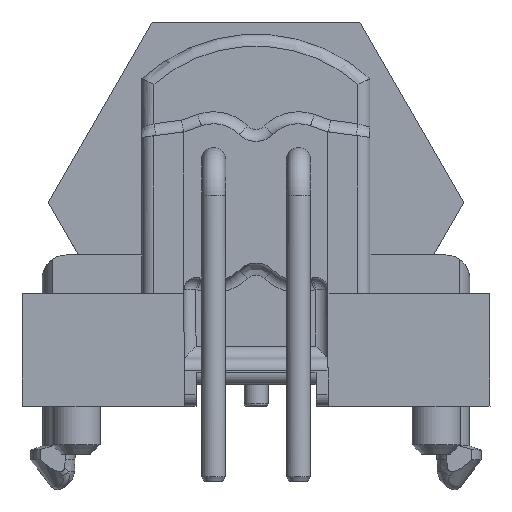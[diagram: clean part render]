
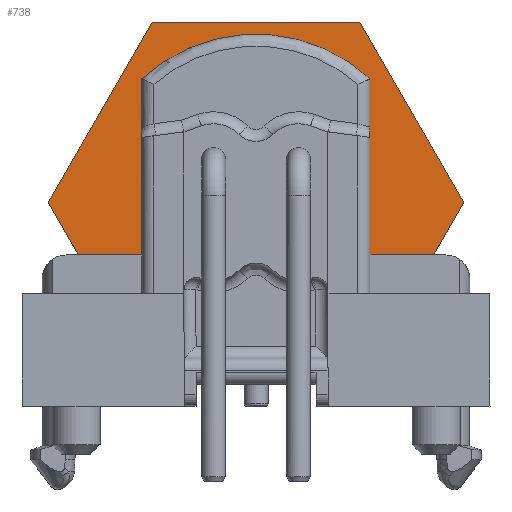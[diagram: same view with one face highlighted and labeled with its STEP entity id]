
A CAD part, left-side view. The second image highlights one B-rep face of the part: STEP entity #738.
In plain terms, the highlighted planar face has unit normal (-1, 0, 0).
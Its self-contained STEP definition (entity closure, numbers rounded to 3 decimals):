
#177=B_SPLINE_CURVE_WITH_KNOTS('',3,(#7142,#7143,#7144,#7145),
 .UNSPECIFIED.,.F.,.F.,(4,4),(0.,1.),.UNSPECIFIED.);
#179=B_SPLINE_CURVE_WITH_KNOTS('',3,(#7170,#7171,#7172,#7173),
 .UNSPECIFIED.,.F.,.F.,(4,4),(0.,1.),.UNSPECIFIED.);
#341=PLANE('',#5344);
#738=ADVANCED_FACE('',(#1086),#341,.F.);
#1086=FACE_OUTER_BOUND('',#1411,.T.);
#1411=EDGE_LOOP('',(#2731,#2732,#2733,#2734,#2735,#2736,#2737,#2738,#2739,
#2740,#2741,#2742,#2743,#2744));
#1591=CIRCLE('',#5100,6.5);
#2731=ORIENTED_EDGE('',*,*,#3953,.F.);
#2732=ORIENTED_EDGE('',*,*,#3846,.T.);
#2733=ORIENTED_EDGE('',*,*,#3646,.T.);
#2734=ORIENTED_EDGE('',*,*,#3845,.T.);
#2735=ORIENTED_EDGE('',*,*,#3843,.T.);
#2736=ORIENTED_EDGE('',*,*,#3840,.T.);
#2737=ORIENTED_EDGE('',*,*,#3648,.T.);
#2738=ORIENTED_EDGE('',*,*,#3839,.T.);
#2739=ORIENTED_EDGE('',*,*,#3878,.T.);
#2740=ORIENTED_EDGE('',*,*,#4088,.T.);
#2741=ORIENTED_EDGE('',*,*,#4089,.T.);
#2742=ORIENTED_EDGE('',*,*,#4090,.F.);
#2743=ORIENTED_EDGE('',*,*,#4091,.T.);
#2744=ORIENTED_EDGE('',*,*,#4092,.T.);
#3159=VERTEX_POINT('',#7109);
#3170=VERTEX_POINT('',#7131);
#3175=VERTEX_POINT('',#7146);
#3176=VERTEX_POINT('',#7147);
#3177=VERTEX_POINT('',#7174);
#3178=VERTEX_POINT('',#7175);
#3340=VERTEX_POINT('',#7838);
#3341=VERTEX_POINT('',#7840);
#3342=VERTEX_POINT('',#7863);
#3343=VERTEX_POINT('',#7886);
#3456=VERTEX_POINT('',#8888);
#3457=VERTEX_POINT('',#8890);
#3458=VERTEX_POINT('',#8892);
#3459=VERTEX_POINT('',#8894);
#3646=EDGE_CURVE('',#3175,#3176,#177,.T.);
#3648=EDGE_CURVE('',#3177,#3178,#179,.T.);
#3839=EDGE_CURVE('',#3178,#3340,#4413,.T.);
#3840=EDGE_CURVE('',#3341,#3177,#4414,.T.);
#3843=EDGE_CURVE('',#3342,#3341,#1591,.T.);
#3845=EDGE_CURVE('',#3176,#3342,#4415,.T.);
#3846=EDGE_CURVE('',#3343,#3175,#4416,.T.);
#3878=EDGE_CURVE('',#3340,#3170,#4439,.T.);
#3953=EDGE_CURVE('',#3343,#3159,#4489,.T.);
#4088=EDGE_CURVE('',#3170,#3456,#4537,.T.);
#4089=EDGE_CURVE('',#3456,#3457,#4538,.T.);
#4090=EDGE_CURVE('',#3458,#3457,#4539,.T.);
#4091=EDGE_CURVE('',#3458,#3459,#4540,.T.);
#4092=EDGE_CURVE('',#3459,#3159,#4541,.T.);
#4413=LINE('',#7837,#4761);
#4414=LINE('',#7839,#4762);
#4415=LINE('',#7884,#4763);
#4416=LINE('',#7885,#4764);
#4439=LINE('',#7945,#4787);
#4489=LINE('',#8260,#4837);
#4537=LINE('',#8887,#4885);
#4538=LINE('',#8889,#4886);
#4539=LINE('',#8891,#4887);
#4540=LINE('',#8893,#4888);
#4541=LINE('',#8895,#4889);
#4761=VECTOR('',#5916,1.);
#4762=VECTOR('',#5917,1.);
#4763=VECTOR('',#5926,1.);
#4764=VECTOR('',#5927,1.);
#4787=VECTOR('',#5978,1.);
#4837=VECTOR('',#6118,1.);
#4885=VECTOR('',#6532,1.);
#4886=VECTOR('',#6533,1.);
#4887=VECTOR('',#6534,1.);
#4888=VECTOR('',#6535,1.);
#4889=VECTOR('',#6536,1.);
#5100=AXIS2_PLACEMENT_3D('',#7862,#5922,#5923);
#5344=AXIS2_PLACEMENT_3D('',#8896,#6537,#6538);
#5916=DIRECTION('',(0.,0.,-1.));
#5917=DIRECTION('',(0.,0.,-1.));
#5922=DIRECTION('',(1.,0.,0.));
#5923=DIRECTION('',(0.,0.,1.));
#5926=DIRECTION('',(0.,0.,1.));
#5927=DIRECTION('',(0.,0.,1.));
#5978=DIRECTION('',(0.,-1.,0.));
#6118=DIRECTION('',(0.,1.,0.));
#6532=DIRECTION('',(0.,-0.5,0.866));
#6533=DIRECTION('',(0.,0.5,0.866));
#6534=DIRECTION('',(0.,-1.,0.));
#6535=DIRECTION('',(0.,0.5,-0.866));
#6536=DIRECTION('',(0.,-0.5,-0.866));
#6537=DIRECTION('',(1.,0.,0.));
#6538=DIRECTION('',(0.,0.,1.));
#7109=CARTESIAN_POINT('',(0.,6.467,-3.8));
#7131=CARTESIAN_POINT('',(0.,-6.467,-3.8));
#7142=CARTESIAN_POINT('',(0.,4.25,-1.479));
#7143=CARTESIAN_POINT('',(0.,4.349,-0.493));
#7144=CARTESIAN_POINT('',(0.,4.349,0.493));
#7145=CARTESIAN_POINT('',(0.,4.25,1.479));
#7146=CARTESIAN_POINT('',(0.,4.25,-1.479));
#7147=CARTESIAN_POINT('',(0.,4.25,1.479));
#7170=CARTESIAN_POINT('',(0.,-4.25,1.479));
#7171=CARTESIAN_POINT('',(0.,-4.349,0.493));
#7172=CARTESIAN_POINT('',(0.,-4.349,-0.493));
#7173=CARTESIAN_POINT('',(0.,-4.25,-1.479));
#7174=CARTESIAN_POINT('',(0.,-4.25,1.479));
#7175=CARTESIAN_POINT('',(0.,-4.25,-1.479));
#7837=CARTESIAN_POINT('',(0.,-4.25,-7.6));
#7838=CARTESIAN_POINT('',(0.,-4.25,-3.8));
#7839=CARTESIAN_POINT('',(0.,-4.25,-7.6));
#7840=CARTESIAN_POINT('',(0.,-4.25,4.918));
#7862=CARTESIAN_POINT('',(0.,0.,
0.));
#7863=CARTESIAN_POINT('',(0.,4.25,4.918));
#7884=CARTESIAN_POINT('',(0.,4.25,-7.6));
#7885=CARTESIAN_POINT('',(0.,4.25,-7.6));
#7886=CARTESIAN_POINT('',(0.,4.25,-3.8));
#7945=CARTESIAN_POINT('',(0.,-2.5,-3.8));
#8260=CARTESIAN_POINT('',(0.,2.5,-3.8));
#8887=CARTESIAN_POINT('',(0.,-4.33,-7.5));
#8888=CARTESIAN_POINT('',(0.,-8.661,0.));
#8889=CARTESIAN_POINT('',(0.,-8.661,0.));
#8890=CARTESIAN_POINT('',(0.,-4.33,7.5));
#8891=CARTESIAN_POINT('',(0.,4.33,7.5));
#8892=CARTESIAN_POINT('',(0.,4.33,7.5));
#8893=CARTESIAN_POINT('',(0.,4.33,7.5));
#8894=CARTESIAN_POINT('',(0.,8.661,0.));
#8895=CARTESIAN_POINT('',(0.,8.661,0.));
#8896=CARTESIAN_POINT('',(0.,-4.33,7.5));
